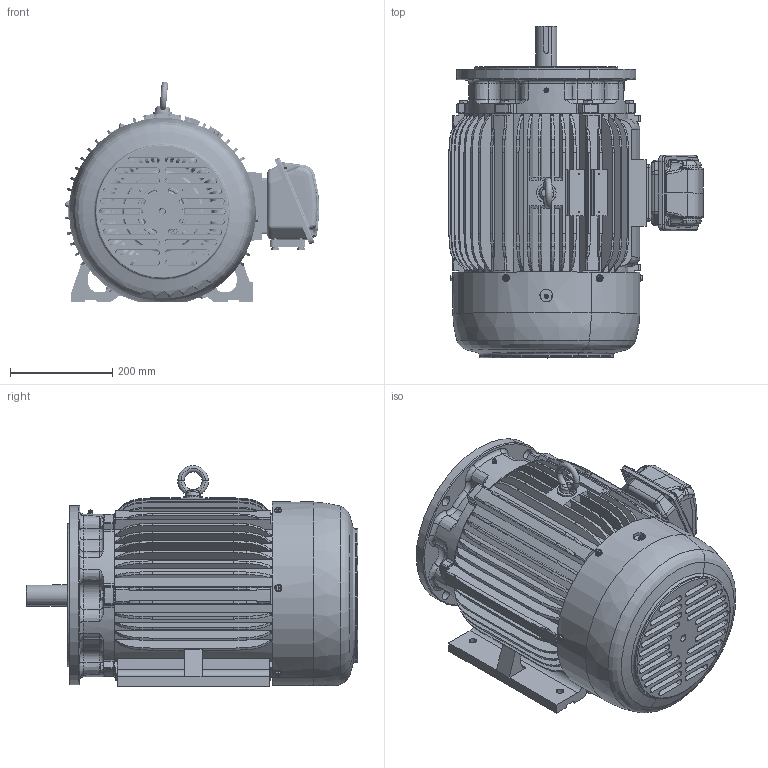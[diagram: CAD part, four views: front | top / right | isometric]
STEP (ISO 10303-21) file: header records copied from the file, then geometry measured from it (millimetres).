
FILE_DESCRIPTION(('CATIA V5 STEP Exchange'),'2;1');
FILE_NAME('284TS-HV-DF_AllCATPart.stp','2012-08-29T10:48:56+00:00',('none'),('none'),'CATIA Version 5 Release 19 SP 9 (IN-10)','CATIA V5 STEP AP203','none');
FILE_SCHEMA(('CONFIG_CONTROL_DESIGN'));
Length unit declared in the file: millimetre
Products named in the file (1): 284TS-HV-DF_AllCATPart
Bounding box: 497.32 x 648.4 x 431.57 mm (x, y, z)
Volume: 15439092.3 mm3; surface area: 3143136.9 mm2
Topology: 47 solids, 47 shells, 3974 faces, 10514 edges, 6768 vertices
Faces by surface type: plane 1399, cylinder 954, torus 723, cone 582, bspline 256, sphere 48, revolution 8, extrusion 4
Entity records: 137619 total; most frequent: CARTESIAN_POINT 52962, ORIENTED_EDGE 20888, DIRECTION 11443, EDGE_CURVE 10444, VERTEX_POINT 6768, AXIS2_PLACEMENT_3D 5815, EDGE_LOOP 4416, ADVANCED_FACE 3974
